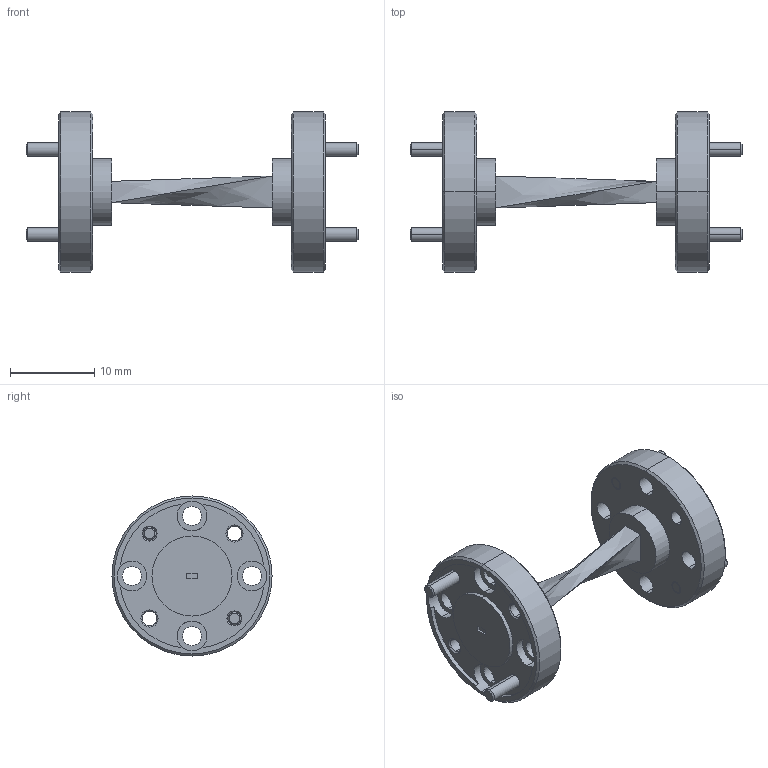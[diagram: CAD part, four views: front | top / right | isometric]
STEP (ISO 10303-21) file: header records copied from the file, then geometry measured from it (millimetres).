
FILE_DESCRIPTION (( 'STEP AP203' ), '1' );
FILE_NAME ('SWB-05090-TB.STEP', '2021-10-29T20:02:21', ( '' ), ( '' ), 'SwSTEP 2.0', 'SolidWorks 2021', '' );
FILE_SCHEMA (( 'CONFIG_CONTROL_DESIGN' ));
Length unit declared in the file: inch
Products named in the file (1): SWB-05090-TB
Bounding box: 39.5 x 19.05 x 19.05 mm (x, y, z)
Volume: 2328.5 mm3; surface area: 2418.3 mm2
Topology: 5 solids, 5 shells, 156 faces, 368 edges, 232 vertices
Faces by surface type: cylinder 76, cone 40, plane 36, bspline 4
Entity records: 4707 total; most frequent: DIRECTION 882, CARTESIAN_POINT 801, ORIENTED_EDGE 736, EDGE_CURVE 368, AXIS2_PLACEMENT_3D 361, VERTEX_POINT 232, CIRCLE 208, EDGE_LOOP 198
